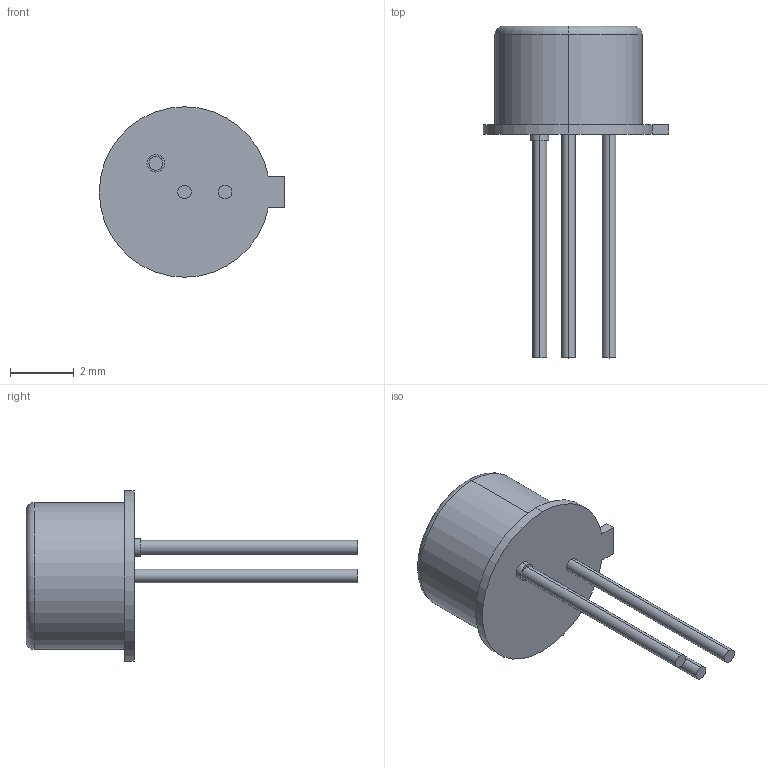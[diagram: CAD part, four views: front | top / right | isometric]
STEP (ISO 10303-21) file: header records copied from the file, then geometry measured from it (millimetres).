
FILE_DESCRIPTION (( 'STEP AP214' ), '1' );
FILE_NAME ('24705-E0W.STEP', '2012-07-25T21:07:27', ( 'Admin' ), ( '' ), 'SwSTEP 2.0', 'SolidWorks 2011', '' );
FILE_SCHEMA (( 'AUTOMOTIVE_DESIGN' ));
Length unit declared in the file: millimetre
Products named in the file (1): 24705-E0W
Bounding box: 5.8 x 10.38 x 5.33 mm (x, y, z)
Volume: 19.2 mm3; surface area: 181.5 mm2
Topology: 2 solids, 2 shells, 40 faces, 82 edges, 54 vertices
Faces by surface type: cylinder 19, plane 19, torus 2
Entity records: 1555 total; most frequent: DIRECTION 206, CARTESIAN_POINT 177, ORIENTED_EDGE 164, AXIS2_PLACEMENT_3D 83, EDGE_CURVE 82, VERTEX_POINT 54, EDGE_LOOP 48, UNCERTAINTY_MEASURE_WITH_UNIT 44
